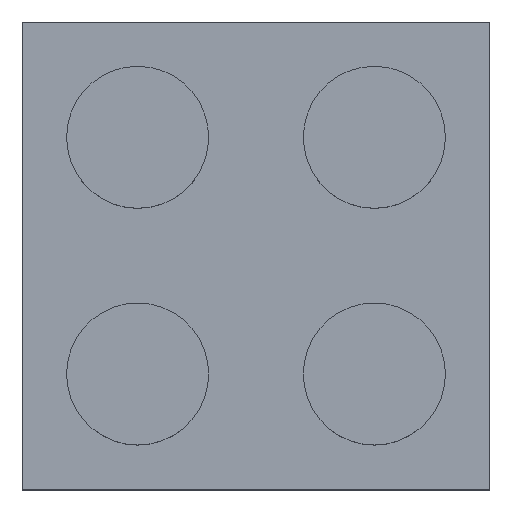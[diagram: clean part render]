
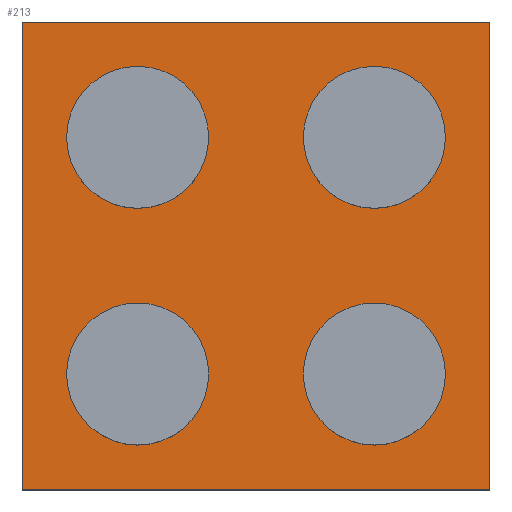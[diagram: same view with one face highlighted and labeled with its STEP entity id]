
A CAD part, top view. The second image highlights one B-rep face of the part: STEP entity #213.
In plain terms, the highlighted planar face has unit normal (0, 0, 1).
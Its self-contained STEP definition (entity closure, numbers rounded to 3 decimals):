
#24 = VERTEX_POINT('',#25);
#25 = CARTESIAN_POINT('',(7.9,-7.9,4.8));
#32 = PLANE('',#33);
#33 = AXIS2_PLACEMENT_3D('',#34,#35,#36);
#34 = CARTESIAN_POINT('',(7.9,-7.9,-4.8));
#35 = DIRECTION('',(1.,0.,0.));
#36 = DIRECTION('',(0.,0.,1.));
#44 = PLANE('',#45);
#45 = AXIS2_PLACEMENT_3D('',#46,#47,#48);
#46 = CARTESIAN_POINT('',(-7.9,-7.9,-4.8));
#47 = DIRECTION('',(0.,1.,0.));
#48 = DIRECTION('',(0.,0.,1.));
#85 = VERTEX_POINT('',#86);
#86 = CARTESIAN_POINT('',(7.9,7.9,4.8));
#100 = PLANE('',#101);
#101 = AXIS2_PLACEMENT_3D('',#102,#103,#104);
#102 = CARTESIAN_POINT('',(-7.9,7.9,-4.8));
#103 = DIRECTION('',(0.,1.,0.));
#104 = DIRECTION('',(0.,0.,1.));
#112 = EDGE_CURVE('',#24,#85,#113,.T.);
#113 = SURFACE_CURVE('',#114,(#118,#125),.PCURVE_S1.);
#114 = LINE('',#115,#116);
#115 = CARTESIAN_POINT('',(7.9,-7.9,4.8));
#116 = VECTOR('',#117,1.);
#117 = DIRECTION('',(0.,1.,0.));
#118 = PCURVE('',#32,#119);
#119 = DEFINITIONAL_REPRESENTATION('',(#120),#124);
#120 = LINE('',#121,#122);
#121 = CARTESIAN_POINT('',(9.6,0.));
#122 = VECTOR('',#123,1.);
#123 = DIRECTION('',(0.,-1.));
#124 = ( GEOMETRIC_REPRESENTATION_CONTEXT(2) 
PARAMETRIC_REPRESENTATION_CONTEXT() REPRESENTATION_CONTEXT('2D SPACE',''
  ) );
#125 = PCURVE('',#126,#131);
#126 = PLANE('',#127);
#127 = AXIS2_PLACEMENT_3D('',#128,#129,#130);
#128 = CARTESIAN_POINT('',(-7.9,-7.9,4.8));
#129 = DIRECTION('',(0.,0.,1.));
#130 = DIRECTION('',(1.,0.,0.));
#131 = DEFINITIONAL_REPRESENTATION('',(#132),#136);
#132 = LINE('',#133,#134);
#133 = CARTESIAN_POINT('',(15.8,0.));
#134 = VECTOR('',#135,1.);
#135 = DIRECTION('',(0.,1.));
#136 = ( GEOMETRIC_REPRESENTATION_CONTEXT(2) 
PARAMETRIC_REPRESENTATION_CONTEXT() REPRESENTATION_CONTEXT('2D SPACE',''
  ) );
#165 = VERTEX_POINT('',#166);
#166 = CARTESIAN_POINT('',(-7.9,-7.9,4.8));
#180 = PLANE('',#181);
#181 = AXIS2_PLACEMENT_3D('',#182,#183,#184);
#182 = CARTESIAN_POINT('',(-7.9,-7.9,-4.8));
#183 = DIRECTION('',(1.,0.,0.));
#184 = DIRECTION('',(0.,0.,1.));
#192 = EDGE_CURVE('',#165,#24,#193,.T.);
#193 = SURFACE_CURVE('',#194,(#198,#205),.PCURVE_S1.);
#194 = LINE('',#195,#196);
#195 = CARTESIAN_POINT('',(-7.9,-7.9,4.8));
#196 = VECTOR('',#197,1.);
#197 = DIRECTION('',(1.,0.,0.));
#198 = PCURVE('',#44,#199);
#199 = DEFINITIONAL_REPRESENTATION('',(#200),#204);
#200 = LINE('',#201,#202);
#201 = CARTESIAN_POINT('',(9.6,0.));
#202 = VECTOR('',#203,1.);
#203 = DIRECTION('',(0.,1.));
#204 = ( GEOMETRIC_REPRESENTATION_CONTEXT(2) 
PARAMETRIC_REPRESENTATION_CONTEXT() REPRESENTATION_CONTEXT('2D SPACE',''
  ) );
#205 = PCURVE('',#126,#206);
#206 = DEFINITIONAL_REPRESENTATION('',(#207),#211);
#207 = LINE('',#208,#209);
#208 = CARTESIAN_POINT('',(0.,0.));
#209 = VECTOR('',#210,1.);
#210 = DIRECTION('',(1.,0.));
#211 = ( GEOMETRIC_REPRESENTATION_CONTEXT(2) 
PARAMETRIC_REPRESENTATION_CONTEXT() REPRESENTATION_CONTEXT('2D SPACE',''
  ) );
#213 = ADVANCED_FACE('',(#214,#262,#293,#324,#355),#126,.T.);
#214 = FACE_BOUND('',#215,.T.);
#215 = EDGE_LOOP('',(#216,#239,#240,#241));
#216 = ORIENTED_EDGE('',*,*,#217,.F.);
#217 = EDGE_CURVE('',#165,#218,#220,.T.);
#218 = VERTEX_POINT('',#219);
#219 = CARTESIAN_POINT('',(-7.9,7.9,4.8));
#220 = SURFACE_CURVE('',#221,(#225,#232),.PCURVE_S1.);
#221 = LINE('',#222,#223);
#222 = CARTESIAN_POINT('',(-7.9,-7.9,4.8));
#223 = VECTOR('',#224,1.);
#224 = DIRECTION('',(0.,1.,0.));
#225 = PCURVE('',#126,#226);
#226 = DEFINITIONAL_REPRESENTATION('',(#227),#231);
#227 = LINE('',#228,#229);
#228 = CARTESIAN_POINT('',(0.,0.));
#229 = VECTOR('',#230,1.);
#230 = DIRECTION('',(0.,1.));
#231 = ( GEOMETRIC_REPRESENTATION_CONTEXT(2) 
PARAMETRIC_REPRESENTATION_CONTEXT() REPRESENTATION_CONTEXT('2D SPACE',''
  ) );
#232 = PCURVE('',#180,#233);
#233 = DEFINITIONAL_REPRESENTATION('',(#234),#238);
#234 = LINE('',#235,#236);
#235 = CARTESIAN_POINT('',(9.6,0.));
#236 = VECTOR('',#237,1.);
#237 = DIRECTION('',(0.,-1.));
#238 = ( GEOMETRIC_REPRESENTATION_CONTEXT(2) 
PARAMETRIC_REPRESENTATION_CONTEXT() REPRESENTATION_CONTEXT('2D SPACE',''
  ) );
#239 = ORIENTED_EDGE('',*,*,#192,.T.);
#240 = ORIENTED_EDGE('',*,*,#112,.T.);
#241 = ORIENTED_EDGE('',*,*,#242,.F.);
#242 = EDGE_CURVE('',#218,#85,#243,.T.);
#243 = SURFACE_CURVE('',#244,(#248,#255),.PCURVE_S1.);
#244 = LINE('',#245,#246);
#245 = CARTESIAN_POINT('',(-7.9,7.9,4.8));
#246 = VECTOR('',#247,1.);
#247 = DIRECTION('',(1.,0.,0.));
#248 = PCURVE('',#126,#249);
#249 = DEFINITIONAL_REPRESENTATION('',(#250),#254);
#250 = LINE('',#251,#252);
#251 = CARTESIAN_POINT('',(0.,15.8));
#252 = VECTOR('',#253,1.);
#253 = DIRECTION('',(1.,0.));
#254 = ( GEOMETRIC_REPRESENTATION_CONTEXT(2) 
PARAMETRIC_REPRESENTATION_CONTEXT() REPRESENTATION_CONTEXT('2D SPACE',''
  ) );
#255 = PCURVE('',#100,#256);
#256 = DEFINITIONAL_REPRESENTATION('',(#257),#261);
#257 = LINE('',#258,#259);
#258 = CARTESIAN_POINT('',(9.6,0.));
#259 = VECTOR('',#260,1.);
#260 = DIRECTION('',(0.,1.));
#261 = ( GEOMETRIC_REPRESENTATION_CONTEXT(2) 
PARAMETRIC_REPRESENTATION_CONTEXT() REPRESENTATION_CONTEXT('2D SPACE',''
  ) );
#262 = FACE_BOUND('',#263,.T.);
#263 = EDGE_LOOP('',(#264));
#264 = ORIENTED_EDGE('',*,*,#265,.F.);
#265 = EDGE_CURVE('',#266,#266,#268,.T.);
#266 = VERTEX_POINT('',#267);
#267 = CARTESIAN_POINT('',(-1.6,-4.,4.8));
#268 = SURFACE_CURVE('',#269,(#274,#281),.PCURVE_S1.);
#269 = CIRCLE('',#270,2.4);
#270 = AXIS2_PLACEMENT_3D('',#271,#272,#273);
#271 = CARTESIAN_POINT('',(-4.,-4.,4.8));
#272 = DIRECTION('',(0.,0.,1.));
#273 = DIRECTION('',(1.,0.,0.));
#274 = PCURVE('',#126,#275);
#275 = DEFINITIONAL_REPRESENTATION('',(#276),#280);
#276 = CIRCLE('',#277,2.4);
#277 = AXIS2_PLACEMENT_2D('',#278,#279);
#278 = CARTESIAN_POINT('',(3.9,3.9));
#279 = DIRECTION('',(1.,0.));
#280 = ( GEOMETRIC_REPRESENTATION_CONTEXT(2) 
PARAMETRIC_REPRESENTATION_CONTEXT() REPRESENTATION_CONTEXT('2D SPACE',''
  ) );
#281 = PCURVE('',#282,#287);
#282 = CYLINDRICAL_SURFACE('',#283,2.4);
#283 = AXIS2_PLACEMENT_3D('',#284,#285,#286);
#284 = CARTESIAN_POINT('',(-4.,-4.,4.8));
#285 = DIRECTION('',(-0.,-0.,-1.));
#286 = DIRECTION('',(1.,0.,0.));
#287 = DEFINITIONAL_REPRESENTATION('',(#288),#292);
#288 = LINE('',#289,#290);
#289 = CARTESIAN_POINT('',(-0.,0.));
#290 = VECTOR('',#291,1.);
#291 = DIRECTION('',(-1.,0.));
#292 = ( GEOMETRIC_REPRESENTATION_CONTEXT(2) 
PARAMETRIC_REPRESENTATION_CONTEXT() REPRESENTATION_CONTEXT('2D SPACE',''
  ) );
#293 = FACE_BOUND('',#294,.T.);
#294 = EDGE_LOOP('',(#295));
#295 = ORIENTED_EDGE('',*,*,#296,.F.);
#296 = EDGE_CURVE('',#297,#297,#299,.T.);
#297 = VERTEX_POINT('',#298);
#298 = CARTESIAN_POINT('',(6.4,-4.,4.8));
#299 = SURFACE_CURVE('',#300,(#305,#312),.PCURVE_S1.);
#300 = CIRCLE('',#301,2.4);
#301 = AXIS2_PLACEMENT_3D('',#302,#303,#304);
#302 = CARTESIAN_POINT('',(4.,-4.,4.8));
#303 = DIRECTION('',(0.,0.,1.));
#304 = DIRECTION('',(1.,0.,0.));
#305 = PCURVE('',#126,#306);
#306 = DEFINITIONAL_REPRESENTATION('',(#307),#311);
#307 = CIRCLE('',#308,2.4);
#308 = AXIS2_PLACEMENT_2D('',#309,#310);
#309 = CARTESIAN_POINT('',(11.9,3.9));
#310 = DIRECTION('',(1.,0.));
#311 = ( GEOMETRIC_REPRESENTATION_CONTEXT(2) 
PARAMETRIC_REPRESENTATION_CONTEXT() REPRESENTATION_CONTEXT('2D SPACE',''
  ) );
#312 = PCURVE('',#313,#318);
#313 = CYLINDRICAL_SURFACE('',#314,2.4);
#314 = AXIS2_PLACEMENT_3D('',#315,#316,#317);
#315 = CARTESIAN_POINT('',(4.,-4.,4.8));
#316 = DIRECTION('',(-0.,-0.,-1.));
#317 = DIRECTION('',(1.,0.,0.));
#318 = DEFINITIONAL_REPRESENTATION('',(#319),#323);
#319 = LINE('',#320,#321);
#320 = CARTESIAN_POINT('',(-0.,0.));
#321 = VECTOR('',#322,1.);
#322 = DIRECTION('',(-1.,0.));
#323 = ( GEOMETRIC_REPRESENTATION_CONTEXT(2) 
PARAMETRIC_REPRESENTATION_CONTEXT() REPRESENTATION_CONTEXT('2D SPACE',''
  ) );
#324 = FACE_BOUND('',#325,.T.);
#325 = EDGE_LOOP('',(#326));
#326 = ORIENTED_EDGE('',*,*,#327,.F.);
#327 = EDGE_CURVE('',#328,#328,#330,.T.);
#328 = VERTEX_POINT('',#329);
#329 = CARTESIAN_POINT('',(-1.6,4.,4.8));
#330 = SURFACE_CURVE('',#331,(#336,#343),.PCURVE_S1.);
#331 = CIRCLE('',#332,2.4);
#332 = AXIS2_PLACEMENT_3D('',#333,#334,#335);
#333 = CARTESIAN_POINT('',(-4.,4.,4.8));
#334 = DIRECTION('',(0.,0.,1.));
#335 = DIRECTION('',(1.,0.,0.));
#336 = PCURVE('',#126,#337);
#337 = DEFINITIONAL_REPRESENTATION('',(#338),#342);
#338 = CIRCLE('',#339,2.4);
#339 = AXIS2_PLACEMENT_2D('',#340,#341);
#340 = CARTESIAN_POINT('',(3.9,11.9));
#341 = DIRECTION('',(1.,0.));
#342 = ( GEOMETRIC_REPRESENTATION_CONTEXT(2) 
PARAMETRIC_REPRESENTATION_CONTEXT() REPRESENTATION_CONTEXT('2D SPACE',''
  ) );
#343 = PCURVE('',#344,#349);
#344 = CYLINDRICAL_SURFACE('',#345,2.4);
#345 = AXIS2_PLACEMENT_3D('',#346,#347,#348);
#346 = CARTESIAN_POINT('',(-4.,4.,4.8));
#347 = DIRECTION('',(-0.,-0.,-1.));
#348 = DIRECTION('',(1.,0.,0.));
#349 = DEFINITIONAL_REPRESENTATION('',(#350),#354);
#350 = LINE('',#351,#352);
#351 = CARTESIAN_POINT('',(-0.,0.));
#352 = VECTOR('',#353,1.);
#353 = DIRECTION('',(-1.,0.));
#354 = ( GEOMETRIC_REPRESENTATION_CONTEXT(2) 
PARAMETRIC_REPRESENTATION_CONTEXT() REPRESENTATION_CONTEXT('2D SPACE',''
  ) );
#355 = FACE_BOUND('',#356,.T.);
#356 = EDGE_LOOP('',(#357));
#357 = ORIENTED_EDGE('',*,*,#358,.F.);
#358 = EDGE_CURVE('',#359,#359,#361,.T.);
#359 = VERTEX_POINT('',#360);
#360 = CARTESIAN_POINT('',(6.4,4.,4.8));
#361 = SURFACE_CURVE('',#362,(#367,#374),.PCURVE_S1.);
#362 = CIRCLE('',#363,2.4);
#363 = AXIS2_PLACEMENT_3D('',#364,#365,#366);
#364 = CARTESIAN_POINT('',(4.,4.,4.8));
#365 = DIRECTION('',(0.,0.,1.));
#366 = DIRECTION('',(1.,0.,0.));
#367 = PCURVE('',#126,#368);
#368 = DEFINITIONAL_REPRESENTATION('',(#369),#373);
#369 = CIRCLE('',#370,2.4);
#370 = AXIS2_PLACEMENT_2D('',#371,#372);
#371 = CARTESIAN_POINT('',(11.9,11.9));
#372 = DIRECTION('',(1.,0.));
#373 = ( GEOMETRIC_REPRESENTATION_CONTEXT(2) 
PARAMETRIC_REPRESENTATION_CONTEXT() REPRESENTATION_CONTEXT('2D SPACE',''
  ) );
#374 = PCURVE('',#375,#380);
#375 = CYLINDRICAL_SURFACE('',#376,2.4);
#376 = AXIS2_PLACEMENT_3D('',#377,#378,#379);
#377 = CARTESIAN_POINT('',(4.,4.,4.8));
#378 = DIRECTION('',(-0.,-0.,-1.));
#379 = DIRECTION('',(1.,0.,0.));
#380 = DEFINITIONAL_REPRESENTATION('',(#381),#385);
#381 = LINE('',#382,#383);
#382 = CARTESIAN_POINT('',(-0.,0.));
#383 = VECTOR('',#384,1.);
#384 = DIRECTION('',(-1.,0.));
#385 = ( GEOMETRIC_REPRESENTATION_CONTEXT(2) 
PARAMETRIC_REPRESENTATION_CONTEXT() REPRESENTATION_CONTEXT('2D SPACE',''
  ) );
